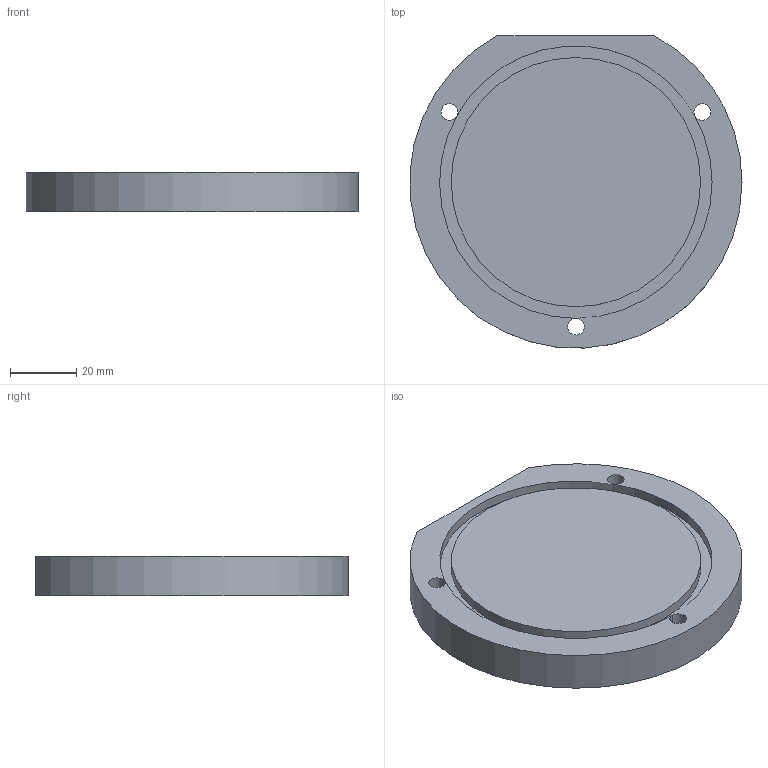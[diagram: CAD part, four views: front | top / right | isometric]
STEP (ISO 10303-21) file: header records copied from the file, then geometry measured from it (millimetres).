
FILE_DESCRIPTION(('FreeCAD Model'),'2;1');
FILE_NAME('Open CASCADE Shape Model','2023-12-18T15:38:45',(''),(''), 'Open CASCADE STEP processor 7.6','FreeCAD','Unknown');
FILE_SCHEMA(('AUTOMOTIVE_DESIGN { 1 0 10303 214 1 1 1 1 }'));
Length unit declared in the file: millimetre
Products named in the file (1): XL30TopBackFlange100
Bounding box: 99.9 x 93.93 x 12 mm (x, y, z)
Volume: 87641.4 mm3; surface area: 21263.5 mm2
Topology: 1 solids, 1 shells, 21 faces, 45 edges, 28 vertices
Faces by surface type: cylinder 13, plane 8
Full cylindrical faces by diameter (mm): 5 x3, 10 x3, 75 x1
Entity records: 1204 total; most frequent: CARTESIAN_POINT 213, DIRECTION 195, ORIENTED_EDGE 90, PCURVE 90, DEFINITIONAL_REPRESENTATION 90, LINE 67, VECTOR 67, CIRCLE 55
